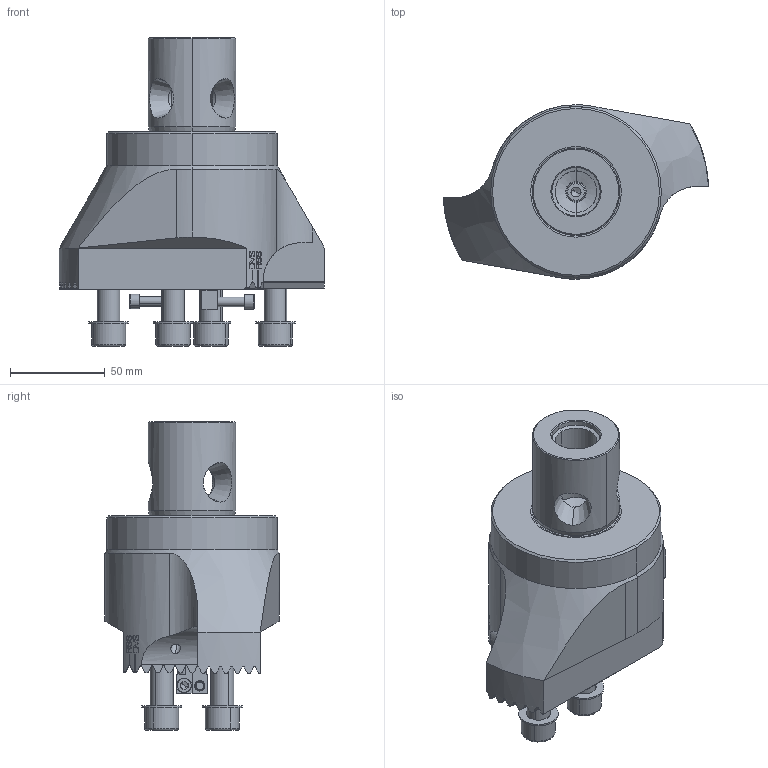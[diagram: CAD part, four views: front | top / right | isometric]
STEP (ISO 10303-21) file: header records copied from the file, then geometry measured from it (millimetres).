
FILE_DESCRIPTION(('no description'),'unknown implementation level');
FILE_NAME('686B0BD0-E63B-46B4-BB26-EAB87D4848DB_export.stp',' ',('CIMSOURCE GmbH'),('CADClick - KiM GmbH - www.kimweb.de'),'unknown preprocess','ACIS','unknown authorization');
FILE_SCHEMA(('automotive_design'));
Length unit declared in the file: millimetre
Products named in the file (13): 319.707N Kaiser SW148-176(203)xCKN7 AL|690.173 Kaiser ETL M6x30_DIN 912 M6 x 30;Hex; 319.707N Kaiser SW148-176(203)xCKN7 AL|690.970 Kaiser ETL M12x40_DIN 912 M12 x 20 --- 20C;Hex; 319.707N Kaiser SW148-176(203)xCKN7 AL|693.187 Kaiser ETL �13_21L_eingebaut;Rotation1; 319.707N Kaiser SW148-176(203)xCKN7 AL|690.197 Kaiser ETL M5x0.5x23 spez;Verrundung1; 319.707N Kaiser SW148-176(203)xCKN7 AL|319.750 Kaiser ETL SW98;Fase5; 319.707N Kaiser SW148-176(203)xCKN7 AL|319.737N Kaiser SW148xCKN7 AL;RSS2
Bounding box: 139.87 x 92 x 162.9 mm (x, y, z)
Volume: 662106.3 mm3; surface area: 84892.9 mm2
Topology: 13 solids, 13 shells, 769 faces, 1979 edges, 1250 vertices
Faces by surface type: plane 293, cylinder 224, bspline 136, cone 84, torus 32
Entity records: 58538 total; most frequent: CARTESIAN_POINT 18345, STYLED_ITEM 3987, PRESENTATION_STYLE_ASSIGNMENT 3987, COLOUR_RGB 3987, ORIENTED_EDGE 3910, DIRECTION 3351, EDGE_CURVE 1955, CURVE_STYLE 1955
